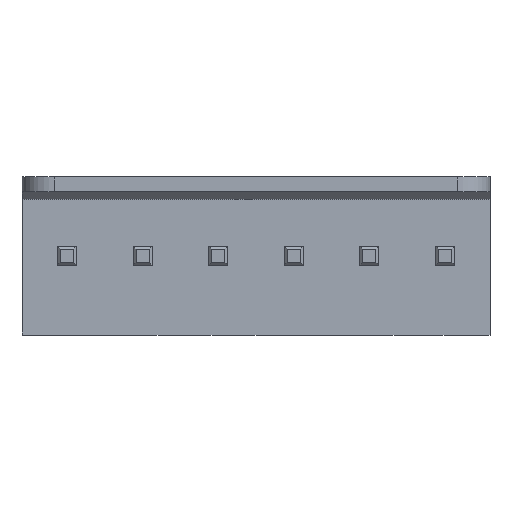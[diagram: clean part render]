
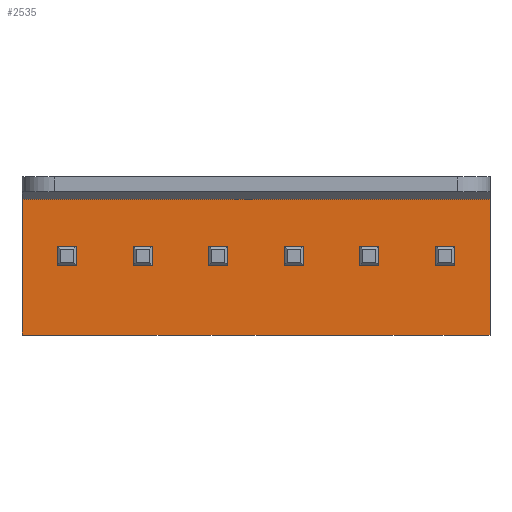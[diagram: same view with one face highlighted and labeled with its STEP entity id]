
A CAD part, top view. The second image highlights one B-rep face of the part: STEP entity #2535.
In plain terms, the highlighted planar face has unit normal (0, 0, 1).
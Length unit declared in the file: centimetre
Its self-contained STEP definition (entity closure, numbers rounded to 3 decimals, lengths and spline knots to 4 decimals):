
#219=VERTEX_POINT('',#3152);
#220=VERTEX_POINT('',#3154);
#221=VERTEX_POINT('',#3156);
#222=VERTEX_POINT('',#3159);
#243=VERTEX_POINT('',#3226);
#244=VERTEX_POINT('',#3228);
#245=VERTEX_POINT('',#3230);
#246=VERTEX_POINT('',#3233);
#267=VERTEX_POINT('',#3300);
#268=VERTEX_POINT('',#3302);
#269=VERTEX_POINT('',#3304);
#270=VERTEX_POINT('',#3307);
#291=VERTEX_POINT('',#3374);
#292=VERTEX_POINT('',#3376);
#293=VERTEX_POINT('',#3378);
#294=VERTEX_POINT('',#3381);
#315=VERTEX_POINT('',#3448);
#316=VERTEX_POINT('',#3450);
#317=VERTEX_POINT('',#3452);
#318=VERTEX_POINT('',#3455);
#339=VERTEX_POINT('',#3522);
#340=VERTEX_POINT('',#3524);
#341=VERTEX_POINT('',#3526);
#342=VERTEX_POINT('',#3529);
#404=VERTEX_POINT('',#3697);
#405=VERTEX_POINT('',#3699);
#412=VERTEX_POINT('',#3718);
#413=VERTEX_POINT('',#3720);
#445=VECTOR('',#2699,1.);
#447=VECTOR('',#2701,1.);
#448=VECTOR('',#2703,1.);
#449=VECTOR('',#2705,1.);
#481=VECTOR('',#2749,1.);
#483=VECTOR('',#2751,1.);
#484=VECTOR('',#2753,1.);
#485=VECTOR('',#2755,1.);
#517=VECTOR('',#2799,1.);
#519=VECTOR('',#2801,1.);
#520=VECTOR('',#2803,1.);
#521=VECTOR('',#2805,1.);
#553=VECTOR('',#2849,1.);
#555=VECTOR('',#2851,1.);
#556=VECTOR('',#2853,1.);
#557=VECTOR('',#2855,1.);
#589=VECTOR('',#2899,1.);
#591=VECTOR('',#2901,1.);
#592=VECTOR('',#2903,1.);
#593=VECTOR('',#2905,1.);
#625=VECTOR('',#2949,1.);
#627=VECTOR('',#2951,1.);
#628=VECTOR('',#2953,1.);
#629=VECTOR('',#2955,1.);
#705=VECTOR('',#3065,1.);
#715=VECTOR('',#3078,1.);
#722=VECTOR('',#3088,1.);
#723=VECTOR('',#3089,1.);
#753=LINE('',#3153,#445);
#755=LINE('',#3157,#447);
#756=LINE('',#3160,#448);
#757=LINE('',#3162,#449);
#789=LINE('',#3227,#481);
#791=LINE('',#3231,#483);
#792=LINE('',#3234,#484);
#793=LINE('',#3236,#485);
#825=LINE('',#3301,#517);
#827=LINE('',#3305,#519);
#828=LINE('',#3308,#520);
#829=LINE('',#3310,#521);
#861=LINE('',#3375,#553);
#863=LINE('',#3379,#555);
#864=LINE('',#3382,#556);
#865=LINE('',#3384,#557);
#897=LINE('',#3449,#589);
#899=LINE('',#3453,#591);
#900=LINE('',#3456,#592);
#901=LINE('',#3458,#593);
#933=LINE('',#3523,#625);
#935=LINE('',#3527,#627);
#936=LINE('',#3530,#628);
#937=LINE('',#3532,#629);
#1013=LINE('',#3698,#705);
#1023=LINE('',#3719,#715);
#1030=LINE('',#3732,#722);
#1031=LINE('',#3733,#723);
#1062=EDGE_CURVE('',#220,#219,#753,.T.);
#1065=EDGE_CURVE('',#219,#221,#755,.T.);
#1067=EDGE_CURVE('',#221,#222,#756,.T.);
#1068=EDGE_CURVE('',#222,#220,#757,.T.);
#1102=EDGE_CURVE('',#244,#243,#789,.T.);
#1105=EDGE_CURVE('',#243,#245,#791,.T.);
#1107=EDGE_CURVE('',#245,#246,#792,.T.);
#1108=EDGE_CURVE('',#246,#244,#793,.T.);
#1142=EDGE_CURVE('',#268,#267,#825,.T.);
#1145=EDGE_CURVE('',#267,#269,#827,.T.);
#1147=EDGE_CURVE('',#269,#270,#828,.T.);
#1148=EDGE_CURVE('',#270,#268,#829,.T.);
#1182=EDGE_CURVE('',#292,#291,#861,.T.);
#1185=EDGE_CURVE('',#291,#293,#863,.T.);
#1187=EDGE_CURVE('',#293,#294,#864,.T.);
#1188=EDGE_CURVE('',#294,#292,#865,.T.);
#1222=EDGE_CURVE('',#316,#315,#897,.T.);
#1225=EDGE_CURVE('',#315,#317,#899,.T.);
#1227=EDGE_CURVE('',#317,#318,#900,.T.);
#1228=EDGE_CURVE('',#318,#316,#901,.T.);
#1262=EDGE_CURVE('',#340,#339,#933,.T.);
#1265=EDGE_CURVE('',#339,#341,#935,.T.);
#1267=EDGE_CURVE('',#341,#342,#936,.T.);
#1268=EDGE_CURVE('',#342,#340,#937,.T.);
#1361=EDGE_CURVE('',#404,#405,#1013,.T.);
#1371=EDGE_CURVE('',#413,#412,#1023,.T.);
#1378=EDGE_CURVE('',#405,#412,#1030,.T.);
#1379=EDGE_CURVE('',#413,#404,#1031,.T.);
#2028=ORIENTED_EDGE('',*,*,#1062,.T.);
#2029=ORIENTED_EDGE('',*,*,#1065,.T.);
#2030=ORIENTED_EDGE('',*,*,#1067,.T.);
#2031=ORIENTED_EDGE('',*,*,#1068,.T.);
#2032=ORIENTED_EDGE('',*,*,#1102,.T.);
#2033=ORIENTED_EDGE('',*,*,#1105,.T.);
#2034=ORIENTED_EDGE('',*,*,#1107,.T.);
#2035=ORIENTED_EDGE('',*,*,#1108,.T.);
#2036=ORIENTED_EDGE('',*,*,#1142,.T.);
#2037=ORIENTED_EDGE('',*,*,#1145,.T.);
#2038=ORIENTED_EDGE('',*,*,#1147,.T.);
#2039=ORIENTED_EDGE('',*,*,#1148,.T.);
#2040=ORIENTED_EDGE('',*,*,#1182,.T.);
#2041=ORIENTED_EDGE('',*,*,#1185,.T.);
#2042=ORIENTED_EDGE('',*,*,#1187,.T.);
#2043=ORIENTED_EDGE('',*,*,#1188,.T.);
#2044=ORIENTED_EDGE('',*,*,#1222,.T.);
#2045=ORIENTED_EDGE('',*,*,#1225,.T.);
#2046=ORIENTED_EDGE('',*,*,#1227,.T.);
#2047=ORIENTED_EDGE('',*,*,#1228,.T.);
#2048=ORIENTED_EDGE('',*,*,#1262,.T.);
#2049=ORIENTED_EDGE('',*,*,#1265,.T.);
#2050=ORIENTED_EDGE('',*,*,#1267,.T.);
#2051=ORIENTED_EDGE('',*,*,#1268,.T.);
#2052=ORIENTED_EDGE('',*,*,#1371,.T.);
#2053=ORIENTED_EDGE('',*,*,#1378,.F.);
#2054=ORIENTED_EDGE('',*,*,#1361,.F.);
#2055=ORIENTED_EDGE('',*,*,#1379,.F.);
#2225=EDGE_LOOP('',(#2028,#2029,#2030,#2031));
#2226=EDGE_LOOP('',(#2032,#2033,#2034,#2035));
#2227=EDGE_LOOP('',(#2036,#2037,#2038,#2039));
#2228=EDGE_LOOP('',(#2040,#2041,#2042,#2043));
#2229=EDGE_LOOP('',(#2044,#2045,#2046,#2047));
#2230=EDGE_LOOP('',(#2048,#2049,#2050,#2051));
#2231=EDGE_LOOP('',(#2052,#2053,#2054,#2055));
#2383=FACE_BOUND('',#2225,.T.);
#2384=FACE_BOUND('',#2226,.T.);
#2385=FACE_BOUND('',#2227,.T.);
#2386=FACE_BOUND('',#2228,.T.);
#2387=FACE_BOUND('',#2229,.T.);
#2388=FACE_BOUND('',#2230,.T.);
#2389=FACE_BOUND('',#2231,.T.);
#2535=ADVANCED_FACE('',(#2383,#2384,#2385,#2386,#2387,#2388,#2389),#3847,
 .T.);
#2655=AXIS2_PLACEMENT_3D('',#3731,#3087,$);
#2699=DIRECTION('',(-1.,0.,0.));
#2701=DIRECTION('',(0.,1.,0.));
#2703=DIRECTION('',(1.,0.,0.));
#2705=DIRECTION('',(0.,-1.,0.));
#2749=DIRECTION('',(-1.,0.,0.));
#2751=DIRECTION('',(0.,1.,0.));
#2753=DIRECTION('',(1.,0.,0.));
#2755=DIRECTION('',(0.,-1.,0.));
#2799=DIRECTION('',(-1.,0.,0.));
#2801=DIRECTION('',(0.,1.,0.));
#2803=DIRECTION('',(1.,0.,0.));
#2805=DIRECTION('',(0.,-1.,0.));
#2849=DIRECTION('',(-1.,0.,0.));
#2851=DIRECTION('',(0.,1.,0.));
#2853=DIRECTION('',(1.,0.,0.));
#2855=DIRECTION('',(0.,-1.,0.));
#2899=DIRECTION('',(-1.,0.,0.));
#2901=DIRECTION('',(0.,1.,0.));
#2903=DIRECTION('',(1.,0.,0.));
#2905=DIRECTION('',(0.,-1.,0.));
#2949=DIRECTION('',(-1.,0.,0.));
#2951=DIRECTION('',(0.,1.,0.));
#2953=DIRECTION('',(1.,0.,0.));
#2955=DIRECTION('',(0.,-1.,0.));
#3065=DIRECTION('',(-1.,0.,0.));
#3078=DIRECTION('',(-1.,0.,0.));
#3087=DIRECTION('',(0.,0.,1.));
#3088=DIRECTION('',(0.,1.,0.));
#3089=DIRECTION('',(0.,-1.,0.));
#3152=CARTESIAN_POINT('',(-0.667,-0.032,0.32));
#3153=CARTESIAN_POINT('',(-0.3335,-0.032,0.32));
#3154=CARTESIAN_POINT('',(-0.603,-0.032,0.32));
#3156=CARTESIAN_POINT('',(-0.667,0.032,0.32));
#3157=CARTESIAN_POINT('',(-0.667,0.,0.32));
#3159=CARTESIAN_POINT('',(-0.603,0.032,0.32));
#3160=CARTESIAN_POINT('',(-0.3335,0.032,0.32));
#3162=CARTESIAN_POINT('',(-0.603,0.,0.32));
#3226=CARTESIAN_POINT('',(-0.413,-0.032,0.32));
#3227=CARTESIAN_POINT('',(-0.2065,-0.032,0.32));
#3228=CARTESIAN_POINT('',(-0.349,-0.032,0.32));
#3230=CARTESIAN_POINT('',(-0.413,0.032,0.32));
#3231=CARTESIAN_POINT('',(-0.413,0.,0.32));
#3233=CARTESIAN_POINT('',(-0.349,0.032,0.32));
#3234=CARTESIAN_POINT('',(-0.2065,0.032,0.32));
#3236=CARTESIAN_POINT('',(-0.349,0.,0.32));
#3300=CARTESIAN_POINT('',(-0.159,-0.032,0.32));
#3301=CARTESIAN_POINT('',(-0.0795,-0.032,0.32));
#3302=CARTESIAN_POINT('',(-0.095,-0.032,0.32));
#3304=CARTESIAN_POINT('',(-0.159,0.032,0.32));
#3305=CARTESIAN_POINT('',(-0.159,0.,0.32));
#3307=CARTESIAN_POINT('',(-0.095,0.032,0.32));
#3308=CARTESIAN_POINT('',(-0.0795,0.032,0.32));
#3310=CARTESIAN_POINT('',(-0.095,0.,0.32));
#3374=CARTESIAN_POINT('',(0.095,-0.032,0.32));
#3375=CARTESIAN_POINT('',(0.0475,-0.032,0.32));
#3376=CARTESIAN_POINT('',(0.159,-0.032,0.32));
#3378=CARTESIAN_POINT('',(0.095,0.032,0.32));
#3379=CARTESIAN_POINT('',(0.095,0.,0.32));
#3381=CARTESIAN_POINT('',(0.159,0.032,0.32));
#3382=CARTESIAN_POINT('',(0.0475,0.032,0.32));
#3384=CARTESIAN_POINT('',(0.159,0.,0.32));
#3448=CARTESIAN_POINT('',(0.349,-0.032,0.32));
#3449=CARTESIAN_POINT('',(0.1745,-0.032,0.32));
#3450=CARTESIAN_POINT('',(0.413,-0.032,0.32));
#3452=CARTESIAN_POINT('',(0.349,0.032,0.32));
#3453=CARTESIAN_POINT('',(0.349,0.,0.32));
#3455=CARTESIAN_POINT('',(0.413,0.032,0.32));
#3456=CARTESIAN_POINT('',(0.1745,0.032,0.32));
#3458=CARTESIAN_POINT('',(0.413,0.,0.32));
#3522=CARTESIAN_POINT('',(0.603,-0.032,0.32));
#3523=CARTESIAN_POINT('',(0.3015,-0.032,0.32));
#3524=CARTESIAN_POINT('',(0.667,-0.032,0.32));
#3526=CARTESIAN_POINT('',(0.603,0.032,0.32));
#3527=CARTESIAN_POINT('',(0.603,0.,0.32));
#3529=CARTESIAN_POINT('',(0.667,0.032,0.32));
#3530=CARTESIAN_POINT('',(0.3015,0.032,0.32));
#3532=CARTESIAN_POINT('',(0.667,0.,0.32));
#3697=CARTESIAN_POINT('',(0.786,-0.265,0.32));
#3698=CARTESIAN_POINT('',(-0.786,-0.265,0.32));
#3699=CARTESIAN_POINT('',(-0.786,-0.265,0.32));
#3718=CARTESIAN_POINT('',(-0.786,0.215,0.32));
#3719=CARTESIAN_POINT('',(0.393,0.215,0.32));
#3720=CARTESIAN_POINT('',(0.786,0.215,0.32));
#3731=CARTESIAN_POINT('',(0.,0.,0.32));
#3732=CARTESIAN_POINT('',(-0.786,0.265,0.32));
#3733=CARTESIAN_POINT('',(0.786,-0.265,0.32));
#3847=PLANE('',#2655);
